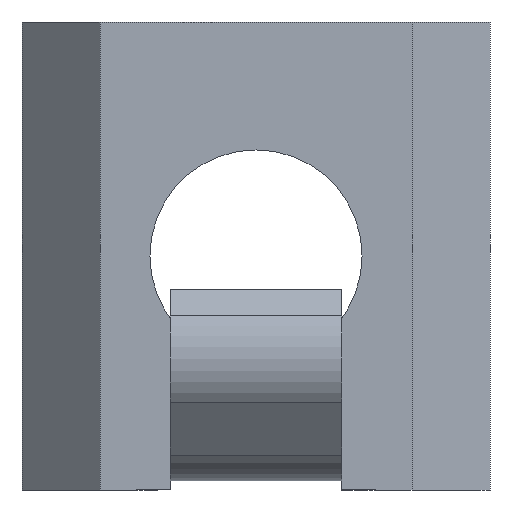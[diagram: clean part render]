
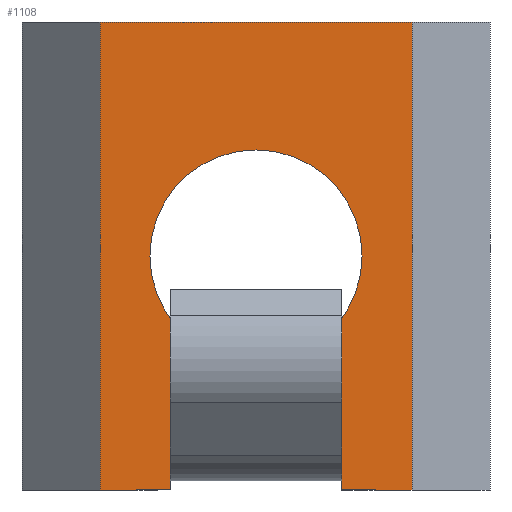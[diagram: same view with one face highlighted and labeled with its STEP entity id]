
A CAD part, front view. The second image highlights one B-rep face of the part: STEP entity #1108.
In plain terms, the highlighted planar face has unit normal (0, -1, 0).
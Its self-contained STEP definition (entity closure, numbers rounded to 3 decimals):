
#3 = ORIENTED_EDGE ( 'NONE', *, *, #628, .T. ) ;
#16 = EDGE_CURVE ( 'NONE', #403, #231, #547, .T. ) ;
#43 = CARTESIAN_POINT ( 'NONE',  ( 2.75, 0., -15. ) ) ;
#82 = ORIENTED_EDGE ( 'NONE', *, *, #814, .T. ) ;
#91 = CARTESIAN_POINT ( 'NONE',  ( 2.75, 0., -15. ) ) ;
#107 = ORIENTED_EDGE ( 'NONE', *, *, #923, .F. ) ;
#147 = CARTESIAN_POINT ( 'NONE',  ( -5., 0., 0. ) ) ;
#151 = CARTESIAN_POINT ( 'NONE',  ( -5., 0., -15. ) ) ;
#153 = ORIENTED_EDGE ( 'NONE', *, *, #819, .T. ) ;
#158 = ORIENTED_EDGE ( 'NONE', *, *, #308, .T. ) ;
#165 = VERTEX_POINT ( 'NONE', #382 ) ;
#167 = CARTESIAN_POINT ( 'NONE',  ( -5., 0., -15. ) ) ;
#170 = LINE ( 'NONE', #167, #984 ) ;
#171 = CIRCLE ( 'NONE', #1134, 3.4 ) ;
#177 = ORIENTED_EDGE ( 'NONE', *, *, #442, .T. ) ;
#179 = LINE ( 'NONE', #43, #1083 ) ;
#187 = EDGE_LOOP ( 'NONE', ( #585, #153 ) ) ;
#209 = VECTOR ( 'NONE', #835, 1000. ) ;
#230 = DIRECTION ( 'NONE',  ( 1., 0., 0. ) ) ;
#231 = VERTEX_POINT ( 'NONE', #996 ) ;
#240 = ORIENTED_EDGE ( 'NONE', *, *, #393, .F. ) ;
#290 = DIRECTION ( 'NONE',  ( 0., 1., 0. ) ) ;
#296 = VECTOR ( 'NONE', #917, 1000. ) ;
#307 = VECTOR ( 'NONE', #704, 1000. ) ;
#308 = EDGE_CURVE ( 'NONE', #1127, #399, #379, .T. ) ;
#321 = LINE ( 'NONE', #353, #1114 ) ;
#324 = AXIS2_PLACEMENT_3D ( 'NONE', #774, #865, #327 ) ;
#327 = DIRECTION ( 'NONE',  ( 0., 0., -1. ) ) ;
#353 = CARTESIAN_POINT ( 'NONE',  ( -2.75, 0., -15. ) ) ;
#371 = VERTEX_POINT ( 'NONE', #1016 ) ;
#379 = LINE ( 'NONE', #479, #635 ) ;
#382 = CARTESIAN_POINT ( 'NONE',  ( 0., 0., -4.1 ) ) ;
#385 = DIRECTION ( 'NONE',  ( 0., 0., 1. ) ) ;
#388 = CARTESIAN_POINT ( 'NONE',  ( 2.75, 0., -15. ) ) ;
#393 = EDGE_CURVE ( 'NONE', #231, #862, #986, .T. ) ;
#399 = VERTEX_POINT ( 'NONE', #422 ) ;
#403 = VERTEX_POINT ( 'NONE', #690 ) ;
#405 = AXIS2_PLACEMENT_3D ( 'NONE', #1002, #290, #558 ) ;
#422 = CARTESIAN_POINT ( 'NONE',  ( -2.75, 0., -14.7 ) ) ;
#438 = DIRECTION ( 'NONE',  ( 0., 0., 1. ) ) ;
#442 = EDGE_CURVE ( 'NONE', #403, #1127, #578, .T. ) ;
#476 = CARTESIAN_POINT ( 'NONE',  ( 5., 0., -15. ) ) ;
#479 = CARTESIAN_POINT ( 'NONE',  ( -2.75, 0., -15. ) ) ;
#485 = VERTEX_POINT ( 'NONE', #856 ) ;
#522 = CARTESIAN_POINT ( 'NONE',  ( 0., 0., -7.5 ) ) ;
#547 = LINE ( 'NONE', #1053, #307 ) ;
#558 = DIRECTION ( 'NONE',  ( 0., 0., 1. ) ) ;
#565 = ORIENTED_EDGE ( 'NONE', *, *, #881, .T. ) ;
#578 = LINE ( 'NONE', #151, #875 ) ;
#585 = ORIENTED_EDGE ( 'NONE', *, *, #601, .T. ) ;
#600 = PLANE ( 'NONE',  #324 ) ;
#601 = EDGE_CURVE ( 'NONE', #165, #485, #171, .T. ) ;
#628 = EDGE_CURVE ( 'NONE', #684, #927, #170, .T. ) ;
#631 = FACE_BOUND ( 'NONE', #187, .T. ) ;
#634 = VECTOR ( 'NONE', #1111, 1000. ) ;
#635 = VECTOR ( 'NONE', #1035, 1000. ) ;
#640 = CARTESIAN_POINT ( 'NONE',  ( 2.75, 0., -14.5 ) ) ;
#660 = CARTESIAN_POINT ( 'NONE',  ( 5., 0., 0. ) ) ;
#684 = VERTEX_POINT ( 'NONE', #91 ) ;
#690 = CARTESIAN_POINT ( 'NONE',  ( -5., 0., -15. ) ) ;
#704 = DIRECTION ( 'NONE',  ( 0., 0., 1. ) ) ;
#714 = LINE ( 'NONE', #1095, #634 ) ;
#735 = DIRECTION ( 'NONE',  ( 0., 0., 1. ) ) ;
#767 = VERTEX_POINT ( 'NONE', #891 ) ;
#771 = ORIENTED_EDGE ( 'NONE', *, *, #895, .T. ) ;
#774 = CARTESIAN_POINT ( 'NONE',  ( -5., 0., -15. ) ) ;
#779 = CIRCLE ( 'NONE', #405, 3.4 ) ;
#803 = VERTEX_POINT ( 'NONE', #640 ) ;
#814 = EDGE_CURVE ( 'NONE', #399, #767, #321, .T. ) ;
#819 = EDGE_CURVE ( 'NONE', #485, #165, #779, .T. ) ;
#835 = DIRECTION ( 'NONE',  ( 0., 0., -1. ) ) ;
#844 = LINE ( 'NONE', #476, #296 ) ;
#856 = CARTESIAN_POINT ( 'NONE',  ( 0., 0., -10.9 ) ) ;
#862 = VERTEX_POINT ( 'NONE', #660 ) ;
#865 = DIRECTION ( 'NONE',  ( 0., -1., 0. ) ) ;
#874 = FACE_OUTER_BOUND ( 'NONE', #980, .T. ) ;
#875 = VECTOR ( 'NONE', #230, 1000. ) ;
#881 = EDGE_CURVE ( 'NONE', #371, #684, #941, .T. ) ;
#891 = CARTESIAN_POINT ( 'NONE',  ( -2.75, 0., -14.5 ) ) ;
#895 = EDGE_CURVE ( 'NONE', #767, #803, #714, .T. ) ;
#902 = ORIENTED_EDGE ( 'NONE', *, *, #16, .F. ) ;
#904 = EDGE_CURVE ( 'NONE', #927, #862, #844, .T. ) ;
#917 = DIRECTION ( 'NONE',  ( 0., 0., 1. ) ) ;
#923 = EDGE_CURVE ( 'NONE', #371, #803, #179, .T. ) ;
#924 = ORIENTED_EDGE ( 'NONE', *, *, #904, .T. ) ;
#927 = VERTEX_POINT ( 'NONE', #1008 ) ;
#941 = LINE ( 'NONE', #388, #209 ) ;
#957 = VECTOR ( 'NONE', #1055, 1000. ) ;
#959 = CARTESIAN_POINT ( 'NONE',  ( -2.75, 0., -15. ) ) ;
#977 = DIRECTION ( 'NONE',  ( 0., 1., 0. ) ) ;
#979 = DIRECTION ( 'NONE',  ( 1., 0., 0. ) ) ;
#980 = EDGE_LOOP ( 'NONE', ( #107, #565, #3, #924, #240, #902, #177, #158, #82, #771 ) ) ;
#984 = VECTOR ( 'NONE', #979, 1000. ) ;
#986 = LINE ( 'NONE', #147, #957 ) ;
#996 = CARTESIAN_POINT ( 'NONE',  ( -5., 0., 0. ) ) ;
#1002 = CARTESIAN_POINT ( 'NONE',  ( 0., 0., -7.5 ) ) ;
#1008 = CARTESIAN_POINT ( 'NONE',  ( 5., 0., -15. ) ) ;
#1016 = CARTESIAN_POINT ( 'NONE',  ( 2.75, 0., -14.7 ) ) ;
#1035 = DIRECTION ( 'NONE',  ( 0., 0., 1. ) ) ;
#1053 = CARTESIAN_POINT ( 'NONE',  ( -5., 0., -15. ) ) ;
#1055 = DIRECTION ( 'NONE',  ( 1., 0., 0. ) ) ;
#1083 = VECTOR ( 'NONE', #385, 1000. ) ;
#1095 = CARTESIAN_POINT ( 'NONE',  ( -5., 0., -14.5 ) ) ;
#1108 = ADVANCED_FACE ( 'NONE', ( #874, #631 ), #600, .T. ) ;
#1111 = DIRECTION ( 'NONE',  ( 1., 0., 0. ) ) ;
#1114 = VECTOR ( 'NONE', #735, 1000. ) ;
#1127 = VERTEX_POINT ( 'NONE', #959 ) ;
#1134 = AXIS2_PLACEMENT_3D ( 'NONE', #522, #977, #438 ) ;
